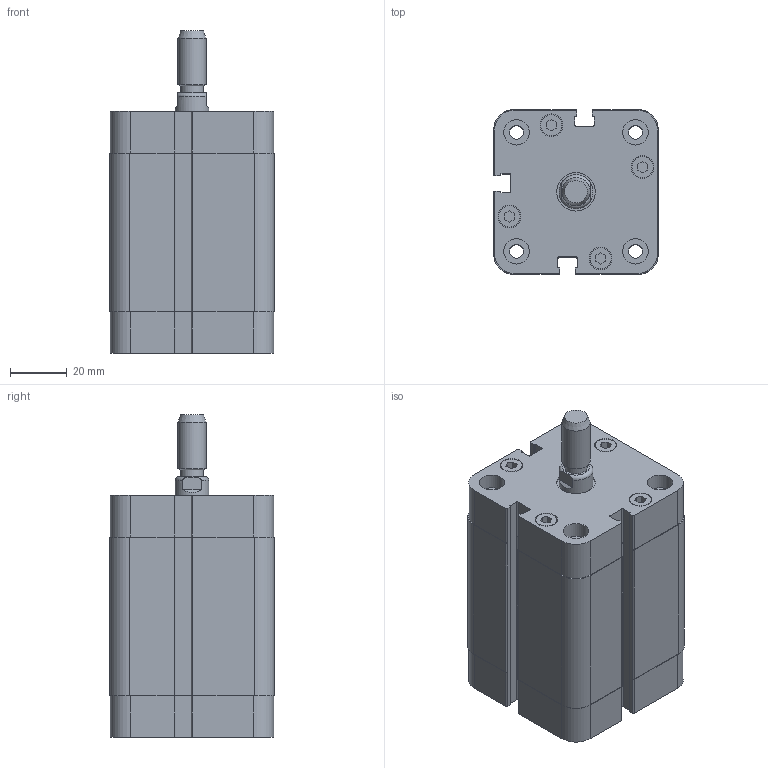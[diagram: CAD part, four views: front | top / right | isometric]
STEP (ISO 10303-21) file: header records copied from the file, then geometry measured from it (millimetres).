
FILE_DESCRIPTION(/* description */ (''),/* implementation_level */ '2;1');
FILE_NAME(/* name */ 'dmu-40-1000-m.stp',/* time_stamp */ '2015-11-11T11:26:44+01:00',/* author */ (''),/* organization */ (''),/* preprocessor_version */ 'ST-DEVELOPER v15.2',/* originating_system */ 'Autodesk Translator Framework v2.0.0.5431',/* authorisation */ '');
FILE_SCHEMA (('AUTOMOTIVE_DESIGN { 1 0 10303 214 3 1 1 }'));
Length unit declared in the file: centimetre
Products named in the file (1): (Unsaved)
Bounding box: 58.1 x 58.1 x 114 mm (x, y, z)
Volume: 265954.6 mm3; surface area: 37790.6 mm2
Topology: 1 solids, 1 shells, 1056 faces, 2890 edges, 1899 vertices
Faces by surface type: bspline 641, plane 317, cylinder 95, cone 2, torus 1
Full cylindrical faces by diameter (mm): 4.917 x4, 6 x1, 7.5 x8, 7.9 x1, 8 x8, 8.566 x2, 9 x8, 10 x1, 12 x1, 13.6 x1
Entity records: 38998 total; most frequent: CARTESIAN_POINT 16637, ORIENTED_EDGE 5740, EDGE_CURVE 2850, DIRECTION 2585, VERTEX_POINT 1897, LINE 1363, VECTOR 1363, B_SPLINE_CURVE_WITH_KNOTS 1292
